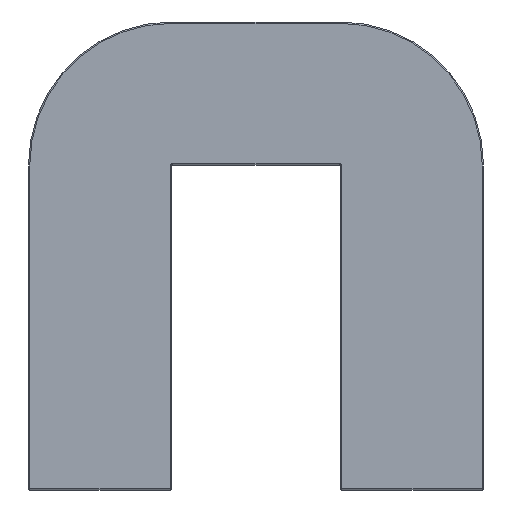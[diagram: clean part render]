
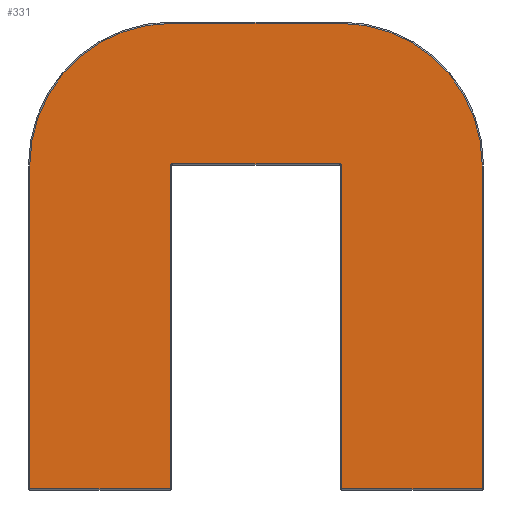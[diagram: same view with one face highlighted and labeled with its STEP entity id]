
A CAD part, front view. The second image highlights one B-rep face of the part: STEP entity #331.
In plain terms, the highlighted planar face has unit normal (0, -1, 0).
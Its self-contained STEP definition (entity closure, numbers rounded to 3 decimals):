
#6 = CARTESIAN_POINT ( 'NONE',  ( 0., -15., -35.9 ) ) ;
#18 = VECTOR ( 'NONE', #233, 1000. ) ;
#23 = VERTEX_POINT ( 'NONE', #981 ) ;
#40 = CARTESIAN_POINT ( 'NONE',  ( -6.5, -15., -11. ) ) ;
#45 = EDGE_CURVE ( 'NONE', #939, #128, #376, .T. ) ;
#77 = CARTESIAN_POINT ( 'NONE',  ( 6.6, -15., -36. ) ) ;
#83 = ORIENTED_EDGE ( 'NONE', *, *, #853, .T. ) ;
#115 = DIRECTION ( 'NONE',  ( 0., -1., 0. ) ) ;
#128 = VERTEX_POINT ( 'NONE', #1019 ) ;
#139 = ORIENTED_EDGE ( 'NONE', *, *, #1034, .T. ) ;
#194 = CARTESIAN_POINT ( 'NONE',  ( 17.4, -15., -35.9 ) ) ;
#221 = CARTESIAN_POINT ( 'NONE',  ( -6.6, -15., -35.9 ) ) ;
#223 = LINE ( 'NONE', #522, #18 ) ;
#231 = CIRCLE ( 'NONE', #985, 0.2 ) ;
#232 = CARTESIAN_POINT ( 'NONE',  ( -17.4, -15., 0. ) ) ;
#233 = DIRECTION ( 'NONE',  ( 0., 0., 1. ) ) ;
#234 = VERTEX_POINT ( 'NONE', #423 ) ;
#259 = EDGE_CURVE ( 'NONE', #1042, #1309, #223, .T. ) ;
#261 = DIRECTION ( 'NONE',  ( 0., -1., 0. ) ) ;
#270 = CARTESIAN_POINT ( 'NONE',  ( 6.5, -15., -0.1 ) ) ;
#279 = VECTOR ( 'NONE', #392, 1000. ) ;
#329 = VECTOR ( 'NONE', #947, 1000. ) ;
#330 = VERTEX_POINT ( 'NONE', #1247 ) ;
#331 = ADVANCED_FACE ( 'NONE', ( #1050 ), #949, .F. ) ;
#355 = EDGE_CURVE ( 'NONE', #594, #642, #527, .T. ) ;
#365 = VECTOR ( 'NONE', #1072, 1000. ) ;
#376 = LINE ( 'NONE', #660, #940 ) ;
#392 = DIRECTION ( 'NONE',  ( 0., 0., -1. ) ) ;
#423 = CARTESIAN_POINT ( 'NONE',  ( 6.6, -15., -35.9 ) ) ;
#441 = CARTESIAN_POINT ( 'NONE',  ( 0., -15., 0. ) ) ;
#460 = LINE ( 'NONE', #979, #558 ) ;
#490 = CARTESIAN_POINT ( 'NONE',  ( -17.4, -15., -11. ) ) ;
#505 = VERTEX_POINT ( 'NONE', #270 ) ;
#522 = CARTESIAN_POINT ( 'NONE',  ( 17.4, -15., -11. ) ) ;
#527 = LINE ( 'NONE', #6, #568 ) ;
#544 = ORIENTED_EDGE ( 'NONE', *, *, #1097, .T. ) ;
#547 = ORIENTED_EDGE ( 'NONE', *, *, #784, .T. ) ;
#558 = VECTOR ( 'NONE', #953, 1000. ) ;
#568 = VECTOR ( 'NONE', #684, 1000. ) ;
#582 = DIRECTION ( 'NONE',  ( 0., -1., 0. ) ) ;
#594 = VERTEX_POINT ( 'NONE', #1228 ) ;
#637 = EDGE_CURVE ( 'NONE', #1309, #505, #1191, .T. ) ;
#641 = ORIENTED_EDGE ( 'NONE', *, *, #259, .T. ) ;
#642 = VERTEX_POINT ( 'NONE', #221 ) ;
#654 = ORIENTED_EDGE ( 'NONE', *, *, #1169, .F. ) ;
#660 = CARTESIAN_POINT ( 'NONE',  ( 6.5, -15., -10.9 ) ) ;
#672 = DIRECTION ( 'NONE',  ( 0., 0., 1. ) ) ;
#680 = CARTESIAN_POINT ( 'NONE',  ( -6.6, -15., -11.1 ) ) ;
#684 = DIRECTION ( 'NONE',  ( 1., 0., 0. ) ) ;
#724 = DIRECTION ( 'NONE',  ( 0., 0., 1. ) ) ;
#731 = CARTESIAN_POINT ( 'NONE',  ( 6.5, -15., -11. ) ) ;
#742 = LINE ( 'NONE', #232, #329 ) ;
#757 = CARTESIAN_POINT ( 'NONE',  ( 17.4, -15., -11. ) ) ;
#760 = LINE ( 'NONE', #863, #365 ) ;
#769 = CARTESIAN_POINT ( 'NONE',  ( 6.4, -15., -11.1 ) ) ;
#775 = EDGE_CURVE ( 'NONE', #234, #1042, #1047, .T. ) ;
#784 = EDGE_CURVE ( 'NONE', #946, #594, #742, .T. ) ;
#802 = DIRECTION ( 'NONE',  ( 0., -1., 0. ) ) ;
#817 = AXIS2_PLACEMENT_3D ( 'NONE', #731, #115, #844 ) ;
#826 = CARTESIAN_POINT ( 'NONE',  ( 17.5, -15., -35.9 ) ) ;
#827 = CIRCLE ( 'NONE', #1270, 0.2 ) ;
#844 = DIRECTION ( 'NONE',  ( 0., 0., 1. ) ) ;
#853 = EDGE_CURVE ( 'NONE', #23, #946, #1294, .T. ) ;
#854 = AXIS2_PLACEMENT_3D ( 'NONE', #441, #1266, #724 ) ;
#863 = CARTESIAN_POINT ( 'NONE',  ( -6.6, -15., 0. ) ) ;
#865 = EDGE_CURVE ( 'NONE', #505, #23, #460, .T. ) ;
#907 = DIRECTION ( 'NONE',  ( 0., 0., 1. ) ) ;
#908 = ORIENTED_EDGE ( 'NONE', *, *, #637, .T. ) ;
#918 = EDGE_CURVE ( 'NONE', #330, #128, #827, .T. ) ;
#938 = ORIENTED_EDGE ( 'NONE', *, *, #355, .T. ) ;
#939 = VERTEX_POINT ( 'NONE', #1173 ) ;
#940 = VECTOR ( 'NONE', #1303, 1000. ) ;
#946 = VERTEX_POINT ( 'NONE', #490 ) ;
#947 = DIRECTION ( 'NONE',  ( 0., 0., -1. ) ) ;
#949 = PLANE ( 'NONE',  #854 ) ;
#953 = DIRECTION ( 'NONE',  ( -1., 0., 0. ) ) ;
#977 = ORIENTED_EDGE ( 'NONE', *, *, #45, .T. ) ;
#979 = CARTESIAN_POINT ( 'NONE',  ( -6.5, -15., -0.1 ) ) ;
#981 = CARTESIAN_POINT ( 'NONE',  ( -6.5, -15., -0.1 ) ) ;
#984 = ORIENTED_EDGE ( 'NONE', *, *, #865, .T. ) ;
#985 = AXIS2_PLACEMENT_3D ( 'NONE', #1001, #802, #907 ) ;
#986 = DIRECTION ( 'NONE',  ( 0., 0., 1. ) ) ;
#1001 = CARTESIAN_POINT ( 'NONE',  ( -6.4, -15., -11.1 ) ) ;
#1019 = CARTESIAN_POINT ( 'NONE',  ( 6.4, -15., -10.9 ) ) ;
#1034 = EDGE_CURVE ( 'NONE', #330, #234, #1307, .T. ) ;
#1042 = VERTEX_POINT ( 'NONE', #194 ) ;
#1047 = LINE ( 'NONE', #826, #1279 ) ;
#1050 = FACE_OUTER_BOUND ( 'NONE', #1311, .T. ) ;
#1072 = DIRECTION ( 'NONE',  ( 0., 0., 1. ) ) ;
#1079 = ORIENTED_EDGE ( 'NONE', *, *, #775, .T. ) ;
#1088 = VERTEX_POINT ( 'NONE', #680 ) ;
#1097 = EDGE_CURVE ( 'NONE', #642, #1088, #760, .T. ) ;
#1129 = ORIENTED_EDGE ( 'NONE', *, *, #918, .F. ) ;
#1159 = DIRECTION ( 'NONE',  ( 1., 0., 0. ) ) ;
#1169 = EDGE_CURVE ( 'NONE', #939, #1088, #231, .T. ) ;
#1173 = CARTESIAN_POINT ( 'NONE',  ( -6.4, -15., -10.9 ) ) ;
#1191 = CIRCLE ( 'NONE', #817, 10.9 ) ;
#1210 = AXIS2_PLACEMENT_3D ( 'NONE', #40, #582, #986 ) ;
#1228 = CARTESIAN_POINT ( 'NONE',  ( -17.4, -15., -35.9 ) ) ;
#1247 = CARTESIAN_POINT ( 'NONE',  ( 6.6, -15., -11.1 ) ) ;
#1266 = DIRECTION ( 'NONE',  ( 0., 1., 0. ) ) ;
#1270 = AXIS2_PLACEMENT_3D ( 'NONE', #769, #261, #672 ) ;
#1279 = VECTOR ( 'NONE', #1159, 1000. ) ;
#1294 = CIRCLE ( 'NONE', #1210, 10.9 ) ;
#1303 = DIRECTION ( 'NONE',  ( 1., 0., 0. ) ) ;
#1307 = LINE ( 'NONE', #77, #279 ) ;
#1309 = VERTEX_POINT ( 'NONE', #757 ) ;
#1311 = EDGE_LOOP ( 'NONE', ( #139, #1079, #641, #908, #984, #83, #547, #938, #544, #654, #977, #1129 ) ) ;
